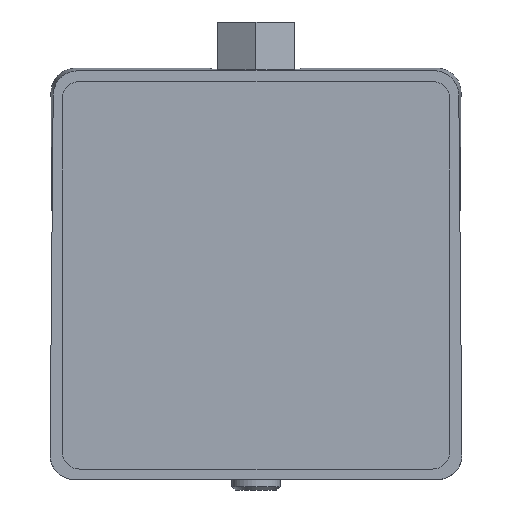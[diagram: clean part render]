
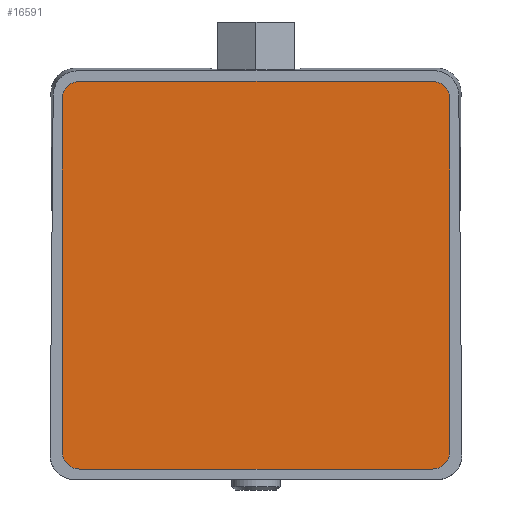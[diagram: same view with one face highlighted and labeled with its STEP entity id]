
A CAD part, front view. The second image highlights one B-rep face of the part: STEP entity #16591.
In plain terms, the highlighted planar face has unit normal (0, -1, 0).
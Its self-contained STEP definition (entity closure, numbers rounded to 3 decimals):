
#3 = VERTEX_POINT ( 'NONE', #5117 ) ;
#4 = VERTEX_POINT ( 'NONE', #5112 ) ;
#5 = VERTEX_POINT ( 'NONE', #5121 ) ;
#6 = VERTEX_POINT ( 'NONE', #5115 ) ;
#1317 = AXIS2_PLACEMENT_3D ( 'NONE', #4603, #4604, #4605 ) ;
#1318 = AXIS2_PLACEMENT_3D ( 'NONE', #4612, #4613, #4614 ) ;
#1319 = AXIS2_PLACEMENT_3D ( 'NONE', #4622, #4623, #4624 ) ;
#1320 = AXIS2_PLACEMENT_3D ( 'NONE', #4629, #4630, #4631 ) ;
#2438 = CARTESIAN_POINT ( 'NONE',  ( -55.5, -13., 6.496 ) ) ;
#2439 = CARTESIAN_POINT ( 'NONE',  ( -50.5, -13., 1.496 ) ) ;
#2445 = CARTESIAN_POINT ( 'NONE',  ( 50.5, -13., 1.496 ) ) ;
#2446 = CARTESIAN_POINT ( 'NONE',  ( -55.5, -13., 107.496 ) ) ;
#2991 = EDGE_LOOP ( 'NONE', ( #3291, #3292, #3293, #3294, #3295, #3296, #3297, #3298 ) ) ;
#3291 = ORIENTED_EDGE ( 'NONE', *, *, #5811, .F. ) ;
#3292 = ORIENTED_EDGE ( 'NONE', *, *, #5814, .F. ) ;
#3293 = ORIENTED_EDGE ( 'NONE', *, *, #5816, .F. ) ;
#3294 = ORIENTED_EDGE ( 'NONE', *, *, #5818, .F. ) ;
#3295 = ORIENTED_EDGE ( 'NONE', *, *, #5820, .F. ) ;
#3296 = ORIENTED_EDGE ( 'NONE', *, *, #5822, .F. ) ;
#3297 = ORIENTED_EDGE ( 'NONE', *, *, #5824, .F. ) ;
#3298 = ORIENTED_EDGE ( 'NONE', *, *, #5825, .F. ) ;
#4009 = LINE ( 'NONE', #4590, #4022 ) ;
#4021 = CIRCLE ( 'NONE', #1317, 5. ) ;
#4022 = VECTOR ( 'NONE', #4596, 1000. ) ;
#4025 = LINE ( 'NONE', #4602, #4031 ) ;
#4028 = CIRCLE ( 'NONE', #1318, 5. ) ;
#4031 = VECTOR ( 'NONE', #4607, 1000. ) ;
#4032 = LINE ( 'NONE', #4611, #4038 ) ;
#4035 = CIRCLE ( 'NONE', #1319, 5. ) ;
#4038 = VECTOR ( 'NONE', #4616, 1000. ) ;
#4039 = LINE ( 'NONE', #4621, #4045 ) ;
#4044 = CIRCLE ( 'NONE', #1320, 5. ) ;
#4045 = VECTOR ( 'NONE', #4626, 1000. ) ;
#4590 = CARTESIAN_POINT ( 'NONE',  ( -55.5, -13., 0. ) ) ;
#4596 = DIRECTION ( 'NONE',  ( 0., 0., 1. ) ) ;
#4602 = CARTESIAN_POINT ( 'NONE',  ( 0., -13., 1.496 ) ) ;
#4603 = CARTESIAN_POINT ( 'NONE',  ( -50.5, -13., 6.496 ) ) ;
#4604 = DIRECTION ( 'NONE',  ( 0., 1., 0. ) ) ;
#4605 = DIRECTION ( 'NONE',  ( 0., 0., 1. ) ) ;
#4607 = DIRECTION ( 'NONE',  ( -1., 0., 0. ) ) ;
#4611 = CARTESIAN_POINT ( 'NONE',  ( 55.5, -13., 0. ) ) ;
#4612 = CARTESIAN_POINT ( 'NONE',  ( 50.5, -13., 6.496 ) ) ;
#4613 = DIRECTION ( 'NONE',  ( 0., 1., 0. ) ) ;
#4614 = DIRECTION ( 'NONE',  ( 0., 0., 1. ) ) ;
#4616 = DIRECTION ( 'NONE',  ( 0., 0., -1. ) ) ;
#4621 = CARTESIAN_POINT ( 'NONE',  ( 0., -13., 112.496 ) ) ;
#4622 = CARTESIAN_POINT ( 'NONE',  ( 50.5, -13., 107.496 ) ) ;
#4623 = DIRECTION ( 'NONE',  ( 0., 1., 0. ) ) ;
#4624 = DIRECTION ( 'NONE',  ( 0., 0., 1. ) ) ;
#4626 = DIRECTION ( 'NONE',  ( 1., 0., 0. ) ) ;
#4629 = CARTESIAN_POINT ( 'NONE',  ( -50.5, -13., 107.496 ) ) ;
#4630 = DIRECTION ( 'NONE',  ( 0., 1., 0. ) ) ;
#4631 = DIRECTION ( 'NONE',  ( 0., 0., 1. ) ) ;
#5112 = CARTESIAN_POINT ( 'NONE',  ( 55.5, -13., 107.496 ) ) ;
#5115 = CARTESIAN_POINT ( 'NONE',  ( -50.5, -13., 112.496 ) ) ;
#5117 = CARTESIAN_POINT ( 'NONE',  ( 55.5, -13., 6.496 ) ) ;
#5121 = CARTESIAN_POINT ( 'NONE',  ( 50.5, -13., 112.496 ) ) ;
#5811 = EDGE_CURVE ( 'NONE', #10286, #10294, #4009, .T. ) ;
#5814 = EDGE_CURVE ( 'NONE', #10287, #10286, #4021, .T. ) ;
#5816 = EDGE_CURVE ( 'NONE', #10293, #10287, #4025, .T. ) ;
#5818 = EDGE_CURVE ( 'NONE', #3, #10293, #4028, .T. ) ;
#5820 = EDGE_CURVE ( 'NONE', #4, #3, #4032, .T. ) ;
#5822 = EDGE_CURVE ( 'NONE', #5, #4, #4035, .T. ) ;
#5824 = EDGE_CURVE ( 'NONE', #6, #5, #4039, .T. ) ;
#5825 = EDGE_CURVE ( 'NONE', #10294, #6, #4044, .T. ) ;
#7797 = PLANE ( 'NONE',  #12171 ) ;
#7817 = CARTESIAN_POINT ( 'NONE',  ( -50.5, -13., 107.496 ) ) ;
#7818 = DIRECTION ( 'NONE',  ( 0., 1., 0. ) ) ;
#7819 = DIRECTION ( 'NONE',  ( 0., 0., 1. ) ) ;
#10286 = VERTEX_POINT ( 'NONE', #2438 ) ;
#10287 = VERTEX_POINT ( 'NONE', #2439 ) ;
#10293 = VERTEX_POINT ( 'NONE', #2445 ) ;
#10294 = VERTEX_POINT ( 'NONE', #2446 ) ;
#12026 = FACE_OUTER_BOUND ( 'NONE', #2991, .T. ) ;
#12171 = AXIS2_PLACEMENT_3D ( 'NONE', #7817, #7818, #7819 ) ;
#16591 = ADVANCED_FACE ( 'NONE', ( #12026 ), #7797, .F. ) ;
